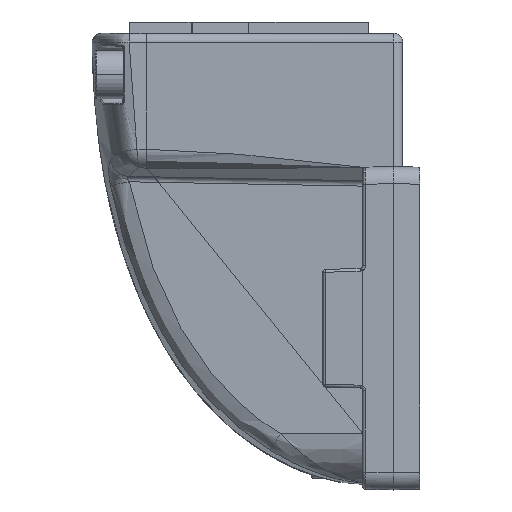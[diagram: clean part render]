
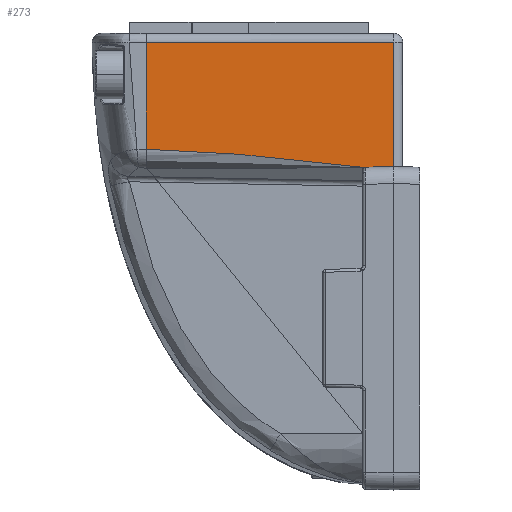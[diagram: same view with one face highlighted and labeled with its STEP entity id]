
A CAD part, left-side view. The second image highlights one B-rep face of the part: STEP entity #273.
In plain terms, the highlighted planar face has unit normal (-1, 0.026, 0).
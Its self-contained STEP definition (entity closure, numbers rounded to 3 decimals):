
#273=ADVANCED_FACE('NONE',(#1414),#1415,.T.);
#1414=FACE_OUTER_BOUND('',#3773,.T.);
#1415=PLANE('',#3774);
#3773=EDGE_LOOP('',(#14230,#14231,#14232,#14233,#14234));
#3774=AXIS2_PLACEMENT_3D('',#14235,#14236,#14237);
#14230=ORIENTED_EDGE('',*,*,#21795,.T.);
#14231=ORIENTED_EDGE('',*,*,#21796,.T.);
#14232=ORIENTED_EDGE('',*,*,#21758,.F.);
#14233=ORIENTED_EDGE('',*,*,#21797,.T.);
#14234=ORIENTED_EDGE('',*,*,#21798,.F.);
#14235=CARTESIAN_POINT('',(-67.5,10.0,0.0));
#14236=DIRECTION('',(-1.,0.026,0.0));
#14237=DIRECTION('',(0.0,0.0,1.0));
#21758=EDGE_CURVE('NONE',#24537,#24538,#24539,.T.);
#21795=EDGE_CURVE('NONE',#24600,#24601,#24602,.T.);
#21796=EDGE_CURVE('NONE',#24601,#24538,#24603,.T.);
#21797=EDGE_CURVE('NONE',#24537,#24604,#24605,.T.);
#21798=EDGE_CURVE('NONE',#24600,#24604,#24606,.T.);
#24537=VERTEX_POINT('NONE',#28976);
#24538=VERTEX_POINT('NONE',#28977);
#24539=LINE('',#28978,#28979);
#24600=VERTEX_POINT('NONE',#29132);
#24601=VERTEX_POINT('NONE',#29133);
#24602=LINE('',#29134,#29135);
#24603=LINE('',#29136,#29137);
#24604=VERTEX_POINT('NONE',#29138);
#24605=B_SPLINE_CURVE_WITH_KNOTS('',3,(#29139,#29140,#29141,#29142,#29143,#29144,#29145),.UNSPECIFIED.,.F.,.F.,(4,3,4),(-0.038,-0.038,0.),.UNSPECIFIED.);
#24606=LINE('',#29146,#29147);
#28976=CARTESIAN_POINT('',(-66.505,48.0,-20.337));
#28977=CARTESIAN_POINT('',(-66.505,48.0,-1.6));
#28978=CARTESIAN_POINT('',(-66.505,48.0,0.0));
#28979=VECTOR('',#40056,1000.0);
#29132=CARTESIAN_POINT('',(-67.64,4.642,-23.36));
#29133=CARTESIAN_POINT('',(-67.64,4.642,-1.6));
#29134=CARTESIAN_POINT('',(-67.64,4.642,0.0));
#29135=VECTOR('',#40091,1000.0);
#29136=CARTESIAN_POINT('',(-67.5,10.0,-1.6));
#29137=VECTOR('',#40092,1000.0);
#29138=CARTESIAN_POINT('',(-67.5,10.,-23.5));
#29139=CARTESIAN_POINT('',(-66.505,48.0,-20.337));
#29140=CARTESIAN_POINT('',(-66.505,47.985,-20.338));
#29141=CARTESIAN_POINT('',(-66.506,47.97,-20.338));
#29142=CARTESIAN_POINT('',(-66.506,47.955,-20.338));
#29143=CARTESIAN_POINT('',(-66.838,35.288,-20.572));
#29144=CARTESIAN_POINT('',(-67.169,22.644,-22.036));
#29145=CARTESIAN_POINT('',(-67.5,10.,-23.5));
#29146=CARTESIAN_POINT('',(-67.516,9.385,-23.484));
#29147=VECTOR('',#40093,1000.0);
#40056=DIRECTION('',(-0.0,-0.0,1.0));
#40091=DIRECTION('',(0.0,0.0,1.0));
#40092=DIRECTION('',(0.026,1.,-0.0));
#40093=DIRECTION('',(0.026,0.999,-0.026));
